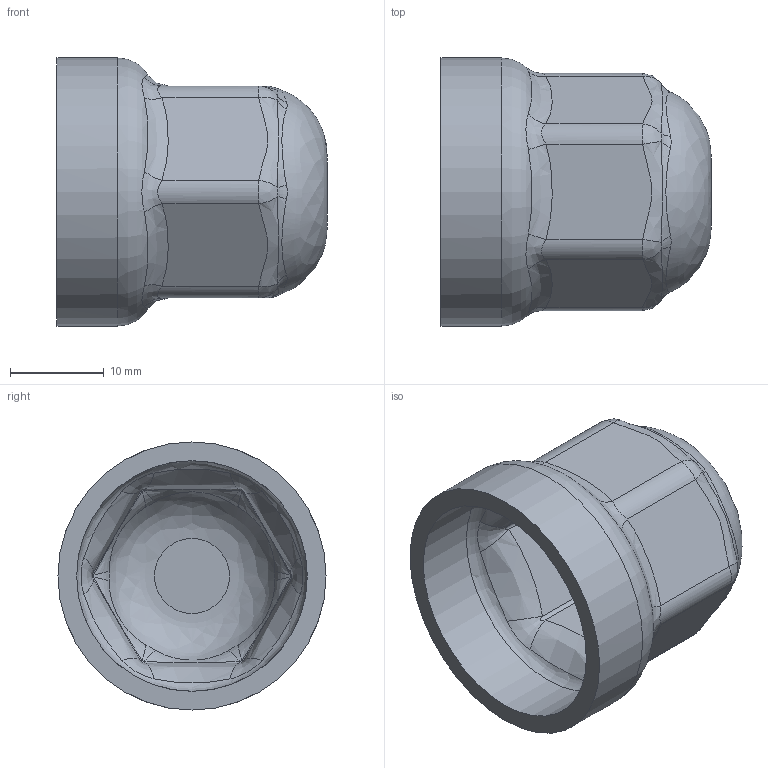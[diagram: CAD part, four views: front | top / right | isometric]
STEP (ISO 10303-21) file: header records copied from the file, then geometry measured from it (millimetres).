
FILE_DESCRIPTION(/* description */ (''),/* implementation_level */ '2;1');
FILE_NAME(/* name */ 'Sicherungsmuffe - DIN7990 M12 - P - WB-Steelplus GmbH-.stp',/* time_stamp */ '2022-11-08T10:44:28+01:00',/* author */ ('m.stukenborg'),/* organization */ (''),/* preprocessor_version */ 'ST-DEVELOPER v16.5',/* originating_system */ 'Autodesk Inventor 2017',/* authorisation */ '');
FILE_SCHEMA (('AUTOMOTIVE_DESIGN { 1 0 10303 214 3 1 1 }'));
Length unit declared in the file: millimetre
Products named in the file (1): Muffe_DIN7990_M12_V2
Bounding box: 28.8 x 28.6 x 28.6 mm (x, y, z)
Volume: 4515.2 mm3; surface area: 4709.6 mm2
Topology: 1 solids, 1 shells, 154 faces, 367 edges, 220 vertices
Faces by surface type: bspline 100, plane 38, cylinder 14, torus 2
Full cylindrical faces by diameter (mm): 24.6 x1, 28.6 x1
Entity records: 7032 total; most frequent: CARTESIAN_POINT 4033, ORIENTED_EDGE 722, DIRECTION 413, EDGE_CURVE 361, VERTEX_POINT 218, EDGE_LOOP 163, B_SPLINE_CURVE_WITH_KNOTS 154, FACE_OUTER_BOUND 154
